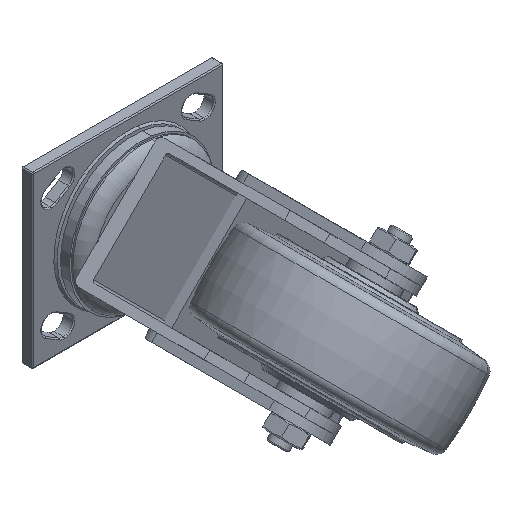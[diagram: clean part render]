
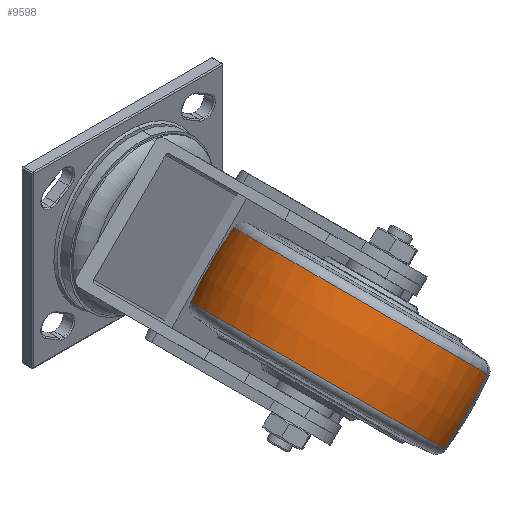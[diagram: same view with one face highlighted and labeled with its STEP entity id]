
A CAD part, isometric view. The second image highlights one B-rep face of the part: STEP entity #9598.
In plain terms, the highlighted toroidal (fillet/blend) face has major radius 88.9 mm and minor radius 152.4 mm.
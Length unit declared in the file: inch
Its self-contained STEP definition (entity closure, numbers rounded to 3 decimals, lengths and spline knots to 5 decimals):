
#465 = CARTESIAN_POINT ( 'NONE',  ( 0.71691, 2.45692, 0. ) ) ;
#524 = EDGE_CURVE ( 'NONE', #15289, #14905, #6854, .T. ) ;
#529 = AXIS2_PLACEMENT_3D ( 'NONE', #3828, #12475, #5081 ) ;
#700 = TOROIDAL_SURFACE ( 'NONE', #13392, -3.5, 6. ) ;
#925 = DIRECTION ( 'NONE',  ( 0., 1., 0. ) ) ;
#1705 = EDGE_CURVE ( 'NONE', #15289, #4171, #2215, .T. ) ;
#1752 = CIRCLE ( 'NONE', #529, 2.45692 ) ;
#2080 = EDGE_CURVE ( 'NONE', #4171, #6929, #1752, .T. ) ;
#2215 = CIRCLE ( 'NONE', #8618, 6. ) ;
#3148 = CARTESIAN_POINT ( 'NONE',  ( -0.00077, 0., 0. ) ) ;
#3301 = AXIS2_PLACEMENT_3D ( 'NONE', #15766, #8360, #925 ) ;
#3377 = CARTESIAN_POINT ( 'NONE',  ( -0.71683, 2.45712, 0. ) ) ;
#3828 = CARTESIAN_POINT ( 'NONE',  ( 0.71691, 0., 0. ) ) ;
#3888 = CIRCLE ( 'NONE', #3301, 6. ) ;
#3989 = DIRECTION ( 'NONE',  ( 0., 1., 0. ) ) ;
#4171 = VERTEX_POINT ( 'NONE', #5828 ) ;
#5025 = DIRECTION ( 'NONE',  ( 1., 0., 0. ) ) ;
#5081 = DIRECTION ( 'NONE',  ( 0., 1., 0. ) ) ;
#5149 = FACE_OUTER_BOUND ( 'NONE', #6520, .T. ) ;
#5650 = CARTESIAN_POINT ( 'NONE',  ( -0.00077, 3.5, 0. ) ) ;
#5828 = CARTESIAN_POINT ( 'NONE',  ( 0.71691, -2.45692, 0. ) ) ;
#6520 = EDGE_LOOP ( 'NONE', ( #13669, #15274, #7913, #7216 ) ) ;
#6854 = CIRCLE ( 'NONE', #10731, 2.45712 ) ;
#6906 = DIRECTION ( 'NONE',  ( 1., 0., 0. ) ) ;
#6929 = VERTEX_POINT ( 'NONE', #465 ) ;
#7216 = ORIENTED_EDGE ( 'NONE', *, *, #2080, .F. ) ;
#7913 = ORIENTED_EDGE ( 'NONE', *, *, #11946, .T. ) ;
#8360 = DIRECTION ( 'NONE',  ( 0., 0., -1. ) ) ;
#8618 = AXIS2_PLACEMENT_3D ( 'NONE', #5650, #14307, #6906 ) ;
#9598 = ADVANCED_FACE ( 'NONE', ( #5149 ), #700, .T. ) ;
#10731 = AXIS2_PLACEMENT_3D ( 'NONE', #11300, #5025, #14993 ) ;
#11300 = CARTESIAN_POINT ( 'NONE',  ( -0.71683, 0., 0. ) ) ;
#11397 = DIRECTION ( 'NONE',  ( 1., 0., 0. ) ) ;
#11946 = EDGE_CURVE ( 'NONE', #14905, #6929, #3888, .T. ) ;
#12475 = DIRECTION ( 'NONE',  ( 1., 0., 0. ) ) ;
#13392 = AXIS2_PLACEMENT_3D ( 'NONE', #3148, #11397, #3989 ) ;
#13669 = ORIENTED_EDGE ( 'NONE', *, *, #1705, .F. ) ;
#14307 = DIRECTION ( 'NONE',  ( 0., 0., 1. ) ) ;
#14905 = VERTEX_POINT ( 'NONE', #3377 ) ;
#14993 = DIRECTION ( 'NONE',  ( 0., 1., 0. ) ) ;
#15274 = ORIENTED_EDGE ( 'NONE', *, *, #524, .T. ) ;
#15289 = VERTEX_POINT ( 'NONE', #15433 ) ;
#15433 = CARTESIAN_POINT ( 'NONE',  ( -0.71683, -2.45712, 0. ) ) ;
#15766 = CARTESIAN_POINT ( 'NONE',  ( -0.00077, -3.5, 0. ) ) ;
